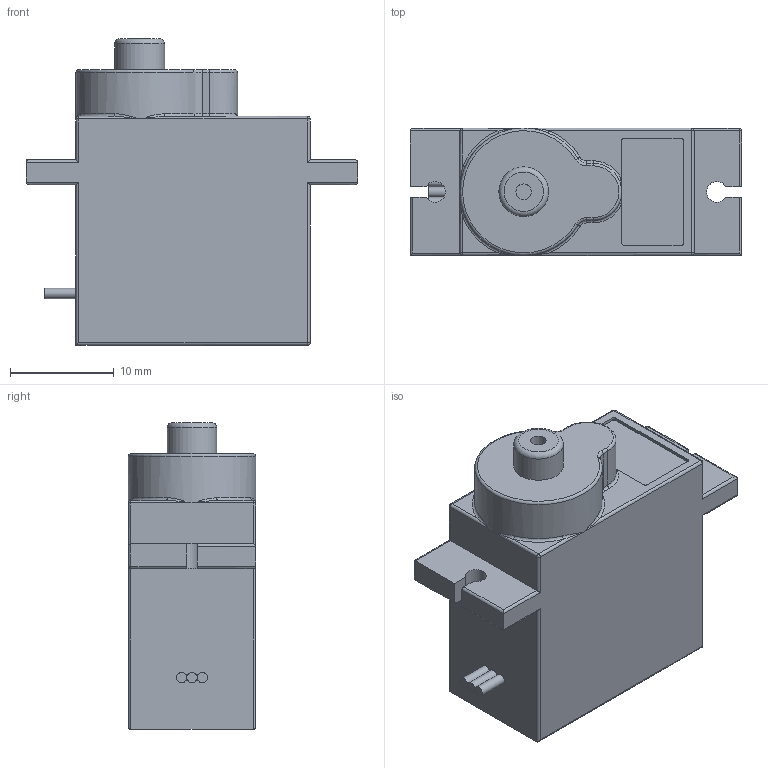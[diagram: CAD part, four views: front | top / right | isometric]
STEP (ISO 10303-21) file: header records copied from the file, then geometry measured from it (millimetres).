
FILE_DESCRIPTION(/* description */ (''),/* implementation_level */ '2;1');
FILE_NAME(/* name */ 'SG90.stp',/* time_stamp */ '2018-08-28T04:42:49+02:00',/* author */ ('henri'),/* organization */ (''),/* preprocessor_version */ 'ST-DEVELOPER v16.5',/* originating_system */ 'Autodesk Inventor 2017',/* authorisation */ '');
FILE_SCHEMA (('AUTOMOTIVE_DESIGN { 1 0 10303 214 3 1 1 }'));
Length unit declared in the file: millimetre
Products named in the file (1): SG90
Bounding box: 32 x 12.3 x 29.6 mm (x, y, z)
Volume: 7039.1 mm3; surface area: 2681.2 mm2
Topology: 5 solids, 5 shells, 122 faces, 271 edges, 151 vertices
Faces by surface type: cylinder 54, plane 38, torus 13, sphere 9, bspline 8
Full cylindrical faces by diameter (mm): 1 x3, 1.5 x1, 4.8 x1
Entity records: 3501 total; most frequent: CARTESIAN_POINT 797, DIRECTION 589, ORIENTED_EDGE 514, EDGE_CURVE 257, AXIS2_PLACEMENT_3D 231, VERTEX_POINT 151, EDGE_LOOP 130, LINE 127
